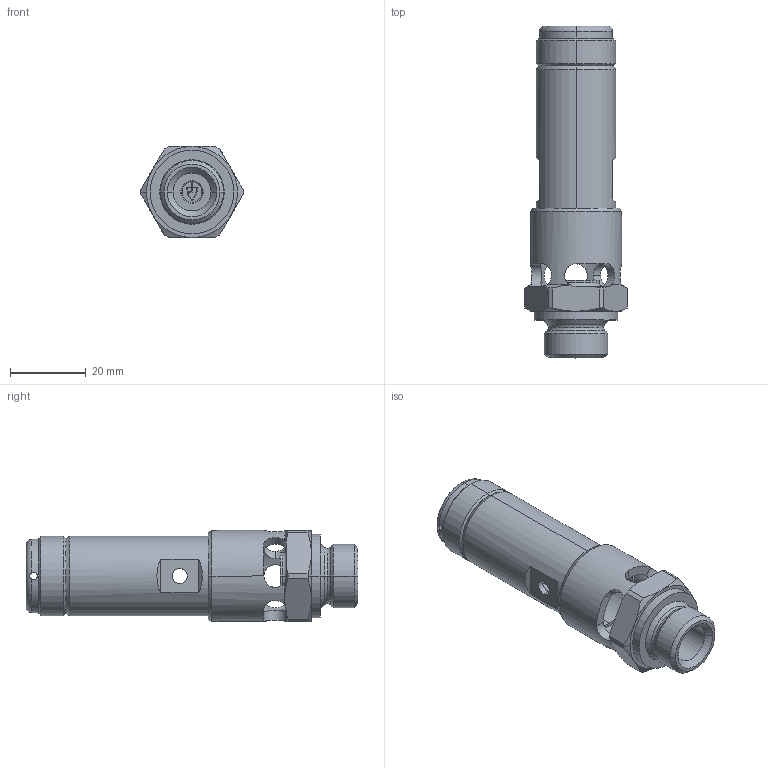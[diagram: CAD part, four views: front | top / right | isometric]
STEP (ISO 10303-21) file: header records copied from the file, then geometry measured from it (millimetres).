
FILE_DESCRIPTION (( 'STEP AP214' ), '1' );
FILE_NAME ('810 3-8 A Dummy.STEP', '2011-12-14T09:57:27', ( 'Blankenhorn' ), ( '' ), 'SwSTEP 2.0', 'SolidWorks 2011', '' );
FILE_SCHEMA (( 'AUTOMOTIVE_DESIGN' ));
Length unit declared in the file: millimetre
Products named in the file (1): 810 3-8 A Dummy
Bounding box: 27 x 87.5 x 24 mm (x, y, z)
Volume: 15813.2 mm3; surface area: 13999.1 mm2
Topology: 4 solids, 4 shells, 245 faces, 632 edges, 401 vertices
Faces by surface type: cylinder 115, plane 64, cone 48, torus 18
Entity records: 11131 total; most frequent: CARTESIAN_POINT 2335, DIRECTION 1295, ORIENTED_EDGE 1264, EDGE_CURVE 632, AXIS2_PLACEMENT_3D 531, VERTEX_POINT 401, CIRCLE 285, EDGE_LOOP 277
